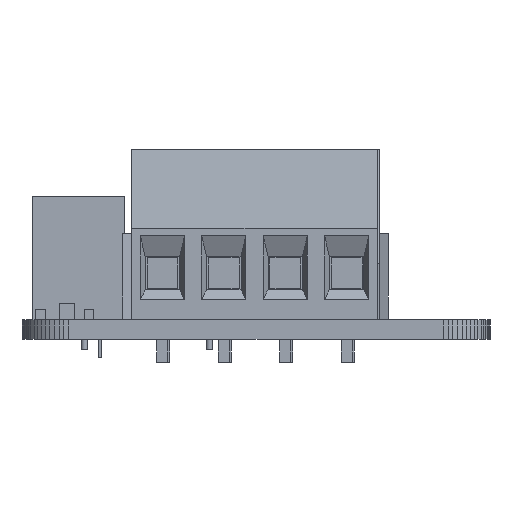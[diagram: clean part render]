
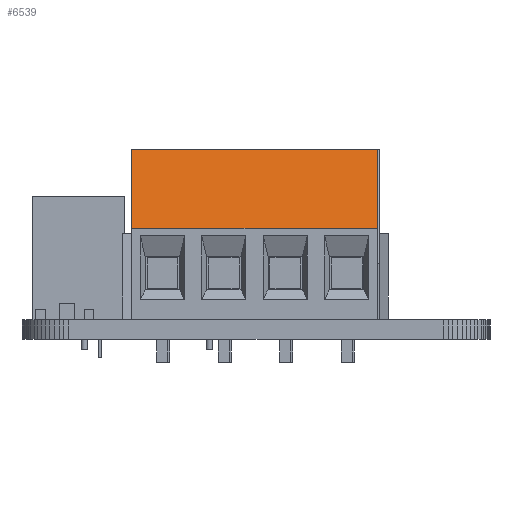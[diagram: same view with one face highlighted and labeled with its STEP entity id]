
A CAD part, left-side view. The second image highlights one B-rep face of the part: STEP entity #6539.
In plain terms, the highlighted face is planar.
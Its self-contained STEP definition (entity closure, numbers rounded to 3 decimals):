
#6232 = EDGE_CURVE('',#6233,#6235,#6237,.T.);
#6233 = VERTEX_POINT('',#6234);
#6234 = CARTESIAN_POINT('',(-2.5,-2.6,13.8));
#6235 = VERTEX_POINT('',#6236);
#6236 = CARTESIAN_POINT('',(-2.5,-4.1,7.4));
#6237 = SURFACE_CURVE('',#6238,(#6242,#6254),.PCURVE_S1.);
#6238 = LINE('',#6239,#6240);
#6239 = CARTESIAN_POINT('',(-2.5,-2.6,13.8));
#6240 = VECTOR('',#6241,1.);
#6241 = DIRECTION('',(0.,-0.228,-0.974));
#6242 = PCURVE('',#6243,#6248);
#6243 = PLANE('',#6244);
#6244 = AXIS2_PLACEMENT_3D('',#6245,#6246,#6247);
#6245 = CARTESIAN_POINT('',(-2.5,0.3,6.9));
#6246 = DIRECTION('',(1.,0.,0.));
#6247 = DIRECTION('',(0.,0.,1.));
#6248 = DEFINITIONAL_REPRESENTATION('',(#6249),#6253);
#6249 = LINE('',#6250,#6251);
#6250 = CARTESIAN_POINT('',(6.9,2.9));
#6251 = VECTOR('',#6252,1.);
#6252 = DIRECTION('',(-0.974,0.228));
#6253 = ( GEOMETRIC_REPRESENTATION_CONTEXT(2) 
PARAMETRIC_REPRESENTATION_CONTEXT() REPRESENTATION_CONTEXT('2D SPACE',''
  ) );
#6254 = PCURVE('',#6255,#6260);
#6255 = PLANE('',#6256);
#6256 = AXIS2_PLACEMENT_3D('',#6257,#6258,#6259);
#6257 = CARTESIAN_POINT('',(-2.5,-2.6,13.8));
#6258 = DIRECTION('',(0.,0.974,-0.228));
#6259 = DIRECTION('',(0.,-0.228,-0.974));
#6260 = DEFINITIONAL_REPRESENTATION('',(#6261),#6265);
#6261 = LINE('',#6262,#6263);
#6262 = CARTESIAN_POINT('',(0.,0.));
#6263 = VECTOR('',#6264,1.);
#6264 = DIRECTION('',(1.,0.));
#6265 = ( GEOMETRIC_REPRESENTATION_CONTEXT(2) 
PARAMETRIC_REPRESENTATION_CONTEXT() REPRESENTATION_CONTEXT('2D SPACE',''
  ) );
#6283 = PLANE('',#6284);
#6284 = AXIS2_PLACEMENT_3D('',#6285,#6286,#6287);
#6285 = CARTESIAN_POINT('',(-2.5,-4.1,7.4));
#6286 = DIRECTION('',(0.,0.,-1.));
#6287 = DIRECTION('',(0.,-1.,0.));
#6528 = PLANE('',#6529);
#6529 = AXIS2_PLACEMENT_3D('',#6530,#6531,#6532);
#6530 = CARTESIAN_POINT('',(-2.5,5.2,13.8));
#6531 = DIRECTION('',(0.,0.,-1.));
#6532 = DIRECTION('',(0.,-1.,0.));
#6539 = ADVANCED_FACE('',(#6540),#6255,.F.);
#6540 = FACE_BOUND('',#6541,.F.);
#6541 = EDGE_LOOP('',(#6542,#6565,#6593,#6614));
#6542 = ORIENTED_EDGE('',*,*,#6543,.T.);
#6543 = EDGE_CURVE('',#6233,#6544,#6546,.T.);
#6544 = VERTEX_POINT('',#6545);
#6545 = CARTESIAN_POINT('',(17.5,-2.6,13.8));
#6546 = SURFACE_CURVE('',#6547,(#6551,#6558),.PCURVE_S1.);
#6547 = LINE('',#6548,#6549);
#6548 = CARTESIAN_POINT('',(-2.5,-2.6,13.8));
#6549 = VECTOR('',#6550,1.);
#6550 = DIRECTION('',(1.,0.,0.));
#6551 = PCURVE('',#6255,#6552);
#6552 = DEFINITIONAL_REPRESENTATION('',(#6553),#6557);
#6553 = LINE('',#6554,#6555);
#6554 = CARTESIAN_POINT('',(0.,0.));
#6555 = VECTOR('',#6556,1.);
#6556 = DIRECTION('',(0.,-1.));
#6557 = ( GEOMETRIC_REPRESENTATION_CONTEXT(2) 
PARAMETRIC_REPRESENTATION_CONTEXT() REPRESENTATION_CONTEXT('2D SPACE',''
  ) );
#6558 = PCURVE('',#6528,#6559);
#6559 = DEFINITIONAL_REPRESENTATION('',(#6560),#6564);
#6560 = LINE('',#6561,#6562);
#6561 = CARTESIAN_POINT('',(7.8,0.));
#6562 = VECTOR('',#6563,1.);
#6563 = DIRECTION('',(0.,-1.));
#6564 = ( GEOMETRIC_REPRESENTATION_CONTEXT(2) 
PARAMETRIC_REPRESENTATION_CONTEXT() REPRESENTATION_CONTEXT('2D SPACE',''
  ) );
#6565 = ORIENTED_EDGE('',*,*,#6566,.T.);
#6566 = EDGE_CURVE('',#6544,#6567,#6569,.T.);
#6567 = VERTEX_POINT('',#6568);
#6568 = CARTESIAN_POINT('',(17.5,-4.1,7.4));
#6569 = SURFACE_CURVE('',#6570,(#6574,#6581),.PCURVE_S1.);
#6570 = LINE('',#6571,#6572);
#6571 = CARTESIAN_POINT('',(17.5,-2.6,13.8));
#6572 = VECTOR('',#6573,1.);
#6573 = DIRECTION('',(0.,-0.228,-0.974));
#6574 = PCURVE('',#6255,#6575);
#6575 = DEFINITIONAL_REPRESENTATION('',(#6576),#6580);
#6576 = LINE('',#6577,#6578);
#6577 = CARTESIAN_POINT('',(0.,-20.));
#6578 = VECTOR('',#6579,1.);
#6579 = DIRECTION('',(1.,0.));
#6580 = ( GEOMETRIC_REPRESENTATION_CONTEXT(2) 
PARAMETRIC_REPRESENTATION_CONTEXT() REPRESENTATION_CONTEXT('2D SPACE',''
  ) );
#6581 = PCURVE('',#6582,#6587);
#6582 = PLANE('',#6583);
#6583 = AXIS2_PLACEMENT_3D('',#6584,#6585,#6586);
#6584 = CARTESIAN_POINT('',(17.5,0.3,6.9));
#6585 = DIRECTION('',(1.,0.,0.));
#6586 = DIRECTION('',(0.,0.,1.));
#6587 = DEFINITIONAL_REPRESENTATION('',(#6588),#6592);
#6588 = LINE('',#6589,#6590);
#6589 = CARTESIAN_POINT('',(6.9,2.9));
#6590 = VECTOR('',#6591,1.);
#6591 = DIRECTION('',(-0.974,0.228));
#6592 = ( GEOMETRIC_REPRESENTATION_CONTEXT(2) 
PARAMETRIC_REPRESENTATION_CONTEXT() REPRESENTATION_CONTEXT('2D SPACE',''
  ) );
#6593 = ORIENTED_EDGE('',*,*,#6594,.F.);
#6594 = EDGE_CURVE('',#6235,#6567,#6595,.T.);
#6595 = SURFACE_CURVE('',#6596,(#6600,#6607),.PCURVE_S1.);
#6596 = LINE('',#6597,#6598);
#6597 = CARTESIAN_POINT('',(-2.5,-4.1,7.4));
#6598 = VECTOR('',#6599,1.);
#6599 = DIRECTION('',(1.,0.,0.));
#6600 = PCURVE('',#6255,#6601);
#6601 = DEFINITIONAL_REPRESENTATION('',(#6602),#6606);
#6602 = LINE('',#6603,#6604);
#6603 = CARTESIAN_POINT('',(6.573,0.));
#6604 = VECTOR('',#6605,1.);
#6605 = DIRECTION('',(0.,-1.));
#6606 = ( GEOMETRIC_REPRESENTATION_CONTEXT(2) 
PARAMETRIC_REPRESENTATION_CONTEXT() REPRESENTATION_CONTEXT('2D SPACE',''
  ) );
#6607 = PCURVE('',#6283,#6608);
#6608 = DEFINITIONAL_REPRESENTATION('',(#6609),#6613);
#6609 = LINE('',#6610,#6611);
#6610 = CARTESIAN_POINT('',(0.,-0.));
#6611 = VECTOR('',#6612,1.);
#6612 = DIRECTION('',(0.,-1.));
#6613 = ( GEOMETRIC_REPRESENTATION_CONTEXT(2) 
PARAMETRIC_REPRESENTATION_CONTEXT() REPRESENTATION_CONTEXT('2D SPACE',''
  ) );
#6614 = ORIENTED_EDGE('',*,*,#6232,.F.);
